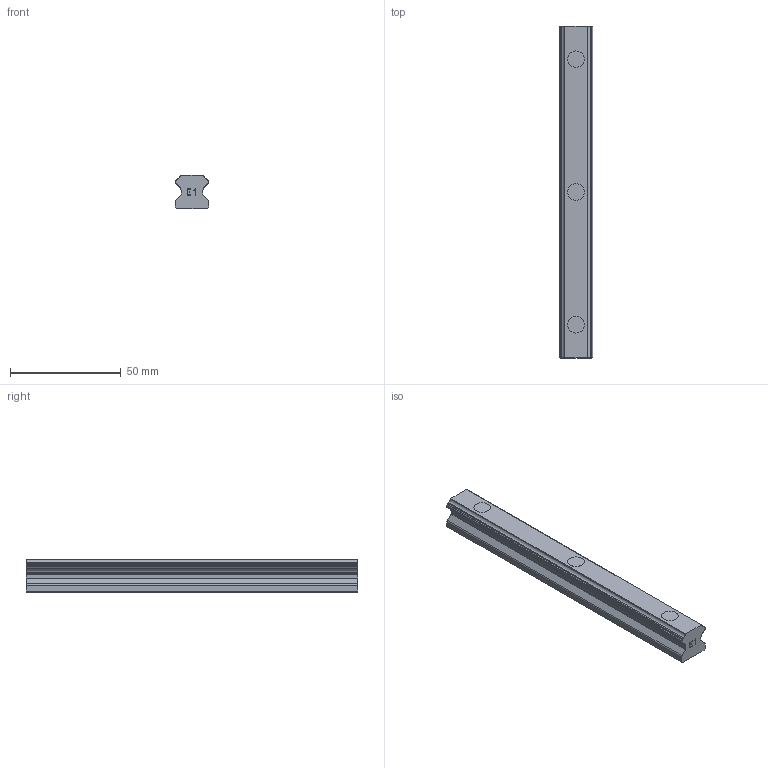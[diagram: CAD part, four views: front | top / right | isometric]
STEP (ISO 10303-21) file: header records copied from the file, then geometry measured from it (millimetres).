
FILE_DESCRIPTION(('STEP AP214'),'1');
FILE_NAME('cctmp_72C256C9-E563-48F4-8C26-E321E2FA8D84_2020_5_5_14_38_33_503..stp','2020-05-05T12:38:33',('HIWIN GmbH'),('CADClick - www.CADClick.com'),'Spatial InterOp 3D',' ','unknown authorization');
FILE_SCHEMA(('AUTOMOTIVE_DESIGN'));
Length unit declared in the file: millimetre
Products named in the file (1): HGR15R150H_FILE
Bounding box: 15 x 150 x 15 mm (x, y, z)
Volume: 27376.6 mm3; surface area: 10500.1 mm2
Topology: 1 solids, 1 shells, 142 faces, 381 edges, 254 vertices
Faces by surface type: plane 98, cylinder 44
Entity records: 5593 total; most frequent: CARTESIAN_POINT 778, ORIENTED_EDGE 762, DIRECTION 755, EDGE_CURVE 381, LINE 293, VECTOR 293, VERTEX_POINT 254, AXIS2_PLACEMENT_3D 231
